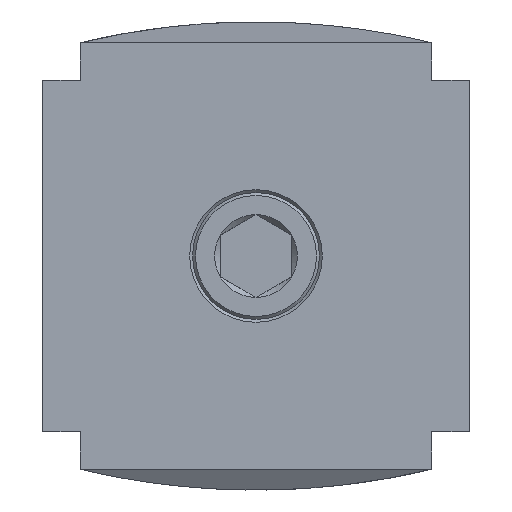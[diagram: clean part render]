
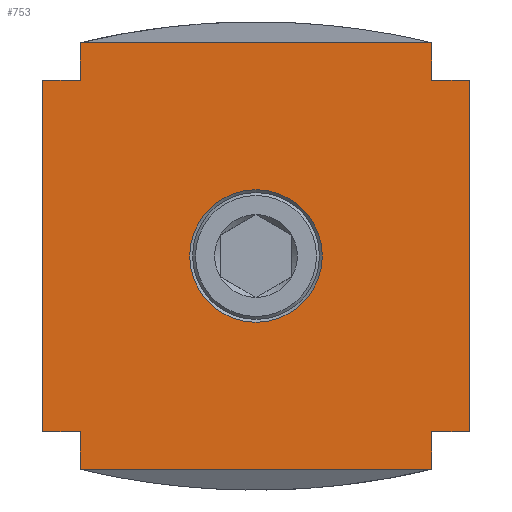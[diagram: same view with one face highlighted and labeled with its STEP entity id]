
A CAD part, front view. The second image highlights one B-rep face of the part: STEP entity #753.
In plain terms, the highlighted planar face has unit normal (0, -1, 0).
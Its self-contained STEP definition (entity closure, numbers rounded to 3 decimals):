
#753 = ADVANCED_FACE( '', ( #1543, #1544 ), #1545, .F. );
#1543 = FACE_BOUND( '', #2321, .T. );
#1544 = FACE_OUTER_BOUND( '', #2322, .T. );
#1545 = PLANE( '', #2323 );
#2321 = EDGE_LOOP( '', ( #4363 ) );
#2322 = EDGE_LOOP( '', ( #4364, #4365, #4366, #4367, #4368, #4369, #4370, #4371, #4372, #4373, #4374, #4375 ) );
#2323 = AXIS2_PLACEMENT_3D( '', #4376, #4377, #4378 );
#4363 = ORIENTED_EDGE( '', *, *, #4781, .F. );
#4364 = ORIENTED_EDGE( '', *, *, #4725, .F. );
#4365 = ORIENTED_EDGE( '', *, *, #4530, .F. );
#4366 = ORIENTED_EDGE( '', *, *, #5114, .F. );
#4367 = ORIENTED_EDGE( '', *, *, #5142, .T. );
#4368 = ORIENTED_EDGE( '', *, *, #5072, .F. );
#4369 = ORIENTED_EDGE( '', *, *, #5138, .T. );
#4370 = ORIENTED_EDGE( '', *, *, #5030, .F. );
#4371 = ORIENTED_EDGE( '', *, *, #4503, .T. );
#4372 = ORIENTED_EDGE( '', *, *, #4621, .T. );
#4373 = ORIENTED_EDGE( '', *, *, #5183, .F. );
#4374 = ORIENTED_EDGE( '', *, *, #5028, .F. );
#4375 = ORIENTED_EDGE( '', *, *, #5149, .T. );
#4376 = CARTESIAN_POINT( '', ( 0., -51., 103.36 ) );
#4377 = DIRECTION( '', ( 0., 1., 0. ) );
#4378 = DIRECTION( '', ( 0., 0., 1. ) );
#4503 = EDGE_CURVE( '', #5377, #5375, #5378, .T. );
#4530 = EDGE_CURVE( '', #5421, #5423, #5424, .T. );
#4621 = EDGE_CURVE( '', #5375, #5575, #5577, .T. );
#4725 = EDGE_CURVE( '', #5423, #5747, #5748, .T. );
#4781 = EDGE_CURVE( '', #5832, #5832, #5833, .T. );
#5028 = EDGE_CURVE( '', #5855, #6172, #6180, .T. );
#5030 = EDGE_CURVE( '', #5377, #6182, #6183, .T. );
#5072 = EDGE_CURVE( '', #6228, #6225, #6230, .T. );
#5114 = EDGE_CURVE( '', #6274, #5421, #6276, .T. );
#5138 = EDGE_CURVE( '', #6228, #6182, #6303, .T. );
#5142 = EDGE_CURVE( '', #6274, #6225, #6307, .T. );
#5149 = EDGE_CURVE( '', #5855, #5747, #6314, .T. );
#5183 = EDGE_CURVE( '', #6172, #5575, #6351, .T. );
#5375 = VERTEX_POINT( '', #6611 );
#5377 = VERTEX_POINT( '', #6614 );
#5378 = LINE( '', #6615, #6616 );
#5421 = VERTEX_POINT( '', #6673 );
#5423 = VERTEX_POINT( '', #6676 );
#5424 = LINE( '', #6677, #6678 );
#5575 = VERTEX_POINT( '', #6899 );
#5577 = LINE( '', #6902, #6903 );
#5747 = VERTEX_POINT( '', #7156 );
#5748 = LINE( '', #7157, #7158 );
#5832 = VERTEX_POINT( '', #7282 );
#5833 = CIRCLE( '', #7283, 13.221 );
#5855 = VERTEX_POINT( '', #7313 );
#6172 = VERTEX_POINT( '', #7781 );
#6180 = LINE( '', #7794, #7795 );
#6182 = VERTEX_POINT( '', #7797 );
#6183 = LINE( '', #7798, #7799 );
#6225 = VERTEX_POINT( '', #7882 );
#6228 = VERTEX_POINT( '', #7887 );
#6230 = LINE( '', #7890, #7891 );
#6274 = VERTEX_POINT( '', #7961 );
#6276 = LINE( '', #7964, #7965 );
#6303 = LINE( '', #8000, #8001 );
#6307 = LINE( '', #8006, #8007 );
#6314 = LINE( '', #8016, #8017 );
#6351 = LINE( '', #8078, #8079 );
#6611 = CARTESIAN_POINT( '', ( -42.5, -51., 35. ) );
#6614 = CARTESIAN_POINT( '', ( -35., -51., 35. ) );
#6615 = CARTESIAN_POINT( '', ( 42.5, -51., 35. ) );
#6616 = VECTOR( '', #8213, 1000. );
#6673 = CARTESIAN_POINT( '', ( 42.5, -51., -35. ) );
#6676 = CARTESIAN_POINT( '', ( 35., -51., -35. ) );
#6677 = CARTESIAN_POINT( '', ( 42.5, -51., -35. ) );
#6678 = VECTOR( '', #8250, 1000. );
#6899 = CARTESIAN_POINT( '', ( -42.5, -51., -35. ) );
#6902 = CARTESIAN_POINT( '', ( -42.5, -51., 35. ) );
#6903 = VECTOR( '', #8369, 1000. );
#7156 = CARTESIAN_POINT( '', ( 35., -51., -42.5 ) );
#7157 = CARTESIAN_POINT( '', ( 35., -51., 42.5 ) );
#7158 = VECTOR( '', #8489, 1000. );
#7282 = CARTESIAN_POINT( '', ( 0., -51., -13.221 ) );
#7283 = AXIS2_PLACEMENT_3D( '', #8542, #8543, #8544 );
#7313 = CARTESIAN_POINT( '', ( -35., -51., -42.5 ) );
#7781 = CARTESIAN_POINT( '', ( -35., -51., -35. ) );
#7794 = CARTESIAN_POINT( '', ( -35., -51., -42.5 ) );
#7795 = VECTOR( '', #8804, 1000. );
#7797 = CARTESIAN_POINT( '', ( -35., -51., 42.5 ) );
#7798 = CARTESIAN_POINT( '', ( -35., -51., -42.5 ) );
#7799 = VECTOR( '', #8805, 1000. );
#7882 = CARTESIAN_POINT( '', ( 35., -51., 35. ) );
#7887 = CARTESIAN_POINT( '', ( 35., -51., 42.5 ) );
#7890 = CARTESIAN_POINT( '', ( 35., -51., 42.5 ) );
#7891 = VECTOR( '', #8828, 1000. );
#7961 = CARTESIAN_POINT( '', ( 42.5, -51., 35. ) );
#7964 = CARTESIAN_POINT( '', ( 42.5, -51., 35. ) );
#7965 = VECTOR( '', #8854, 1000. );
#8000 = CARTESIAN_POINT( '', ( 0., -51., 42.5 ) );
#8001 = VECTOR( '', #8869, 1000. );
#8006 = CARTESIAN_POINT( '', ( 42.5, -51., 35. ) );
#8007 = VECTOR( '', #8871, 1000. );
#8016 = CARTESIAN_POINT( '', ( 0., -51., -42.5 ) );
#8017 = VECTOR( '', #8874, 1000. );
#8078 = CARTESIAN_POINT( '', ( 42.5, -51., -35. ) );
#8079 = VECTOR( '', #8889, 1000. );
#8213 = DIRECTION( '', ( -1., 0., 0. ) );
#8250 = DIRECTION( '', ( -1., 0., 0. ) );
#8369 = DIRECTION( '', ( 0., 0., -1. ) );
#8489 = DIRECTION( '', ( 0., 0., -1. ) );
#8542 = CARTESIAN_POINT( '', ( 0., -51., 0. ) );
#8543 = DIRECTION( '', ( 0., -1., 0. ) );
#8544 = DIRECTION( '', ( 0., 0., -1. ) );
#8804 = DIRECTION( '', ( 0., 0., 1. ) );
#8805 = DIRECTION( '', ( 0., 0., 1. ) );
#8828 = DIRECTION( '', ( 0., 0., -1. ) );
#8854 = DIRECTION( '', ( 0., 0., -1. ) );
#8869 = DIRECTION( '', ( -1., 0., 0. ) );
#8871 = DIRECTION( '', ( -1., 0., 0. ) );
#8874 = DIRECTION( '', ( 1., 0., 0. ) );
#8889 = DIRECTION( '', ( -1., 0., 0. ) );
